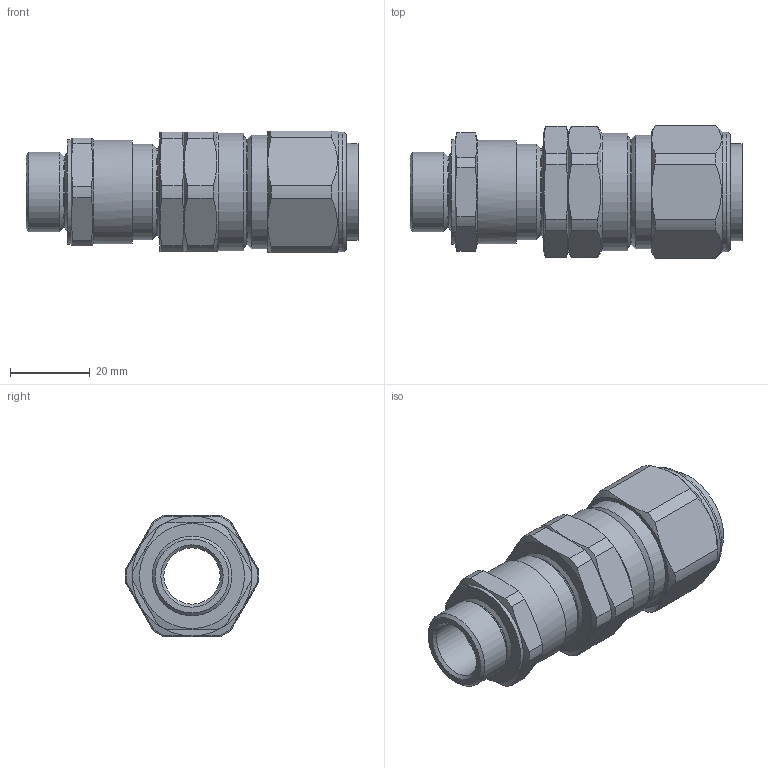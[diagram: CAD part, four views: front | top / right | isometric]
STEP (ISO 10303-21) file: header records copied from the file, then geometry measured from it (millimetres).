
FILE_DESCRIPTION (( 'STEP AP203' ), '1' );
FILE_NAME ('20E1W1RA.STEP', '2017-10-04T14:29:01', ( '' ), ( '' ), 'SwSTEP 2.0', 'SolidWorks 2017', '' );
FILE_SCHEMA (( 'CONFIG_CONTROL_DESIGN' ));
Length unit declared in the file: millimetre
Products named in the file (1): 20E1W1RA
Bounding box: 83.25 x 33.53 x 30.5 mm (x, y, z)
Surface area: 12390.9 mm2 (no closed solid volume)
Topology: 0 solids, 6 shells, 116 faces, 414 edges, 308 vertices
Faces by surface type: cone 42, cylinder 37, plane 34, torus 3
Full cylindrical faces by diameter (mm): 14.1 x1, 17.971 x1, 20 x1, 21 x1, 21.9 x1, 24 x1, 24.3 x1, 26 x1, 26.218 x1, 26.3 x1, 28.5 x1, 29.5 x1, 30 x1
Entity records: 5804 total; most frequent: CARTESIAN_POINT 2549, ORIENTED_EDGE 602, DIRECTION 580, EDGE_CURVE 376, VERTEX_POINT 304, AXIS2_PLACEMENT_3D 235, EDGE_LOOP 177, B_SPLINE_CURVE_WITH_KNOTS 148
